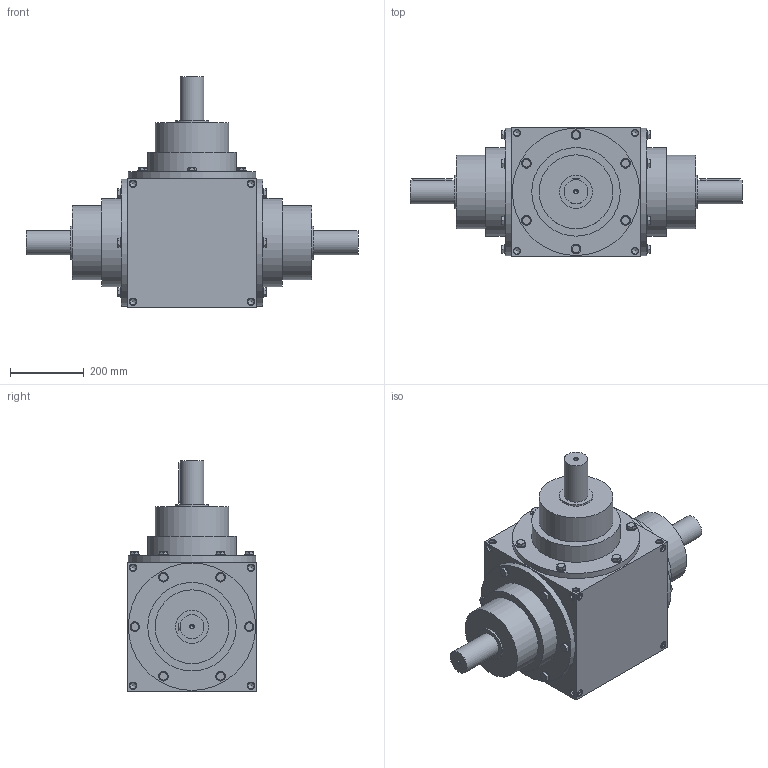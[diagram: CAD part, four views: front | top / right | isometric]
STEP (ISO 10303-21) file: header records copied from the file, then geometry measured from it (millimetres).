
FILE_DESCRIPTION(/* description */ ('STEP AP203'),/* implementation_level */ '2;1');
FILE_NAME(/* name */ 'RX350_S8_R.1_1',/* time_stamp */ '2022-12-01T13:35:44+01:00',/* author */ ('License CC BY-ND 4.0'),/* organization */ ('CADENAS'),/* preprocessor_version */ 'ST-DEVELOPER v18.102',/* originating_system */ 'PARTsolutions',/* authorisation */ ' ');
FILE_SCHEMA (('CONFIG_CONTROL_DESIGN'));
Length unit declared in the file: millimetre
Products named in the file (4): RX350_S8_R.1/1; RC350-shaft; RC_RR350-screw; RX3508-case
Assembly tree (22 placements, depth 2):
  RX350_S8_R.1/1
    RC350-shaft  x3
    RC_RR350-screw  x18
    RX3508-case
Bounding box: 900 x 350 x 625 mm (x, y, z)
Volume: 63417811.6 mm3; surface area: 1541888 mm2
Topology: 22 solids, 22 shells, 453 faces, 1061 edges, 656 vertices
Faces by surface type: plane 198, cone 162, cylinder 93
Full cylindrical faces by diameter (mm): 10.106 x3, 17.294 x48, 26 x18, 65 x3, 90 x6, 200 x3, 240 x3, 345 x3
Entity records: 4296 total; most frequent: DIRECTION 806, CARTESIAN_POINT 717, ORIENTED_EDGE 510, AXIS2_PLACEMENT_3D 387, FACE_BOUND 309, EDGE_LOOP 284, EDGE_CURVE 255, VERTEX_POINT 228
